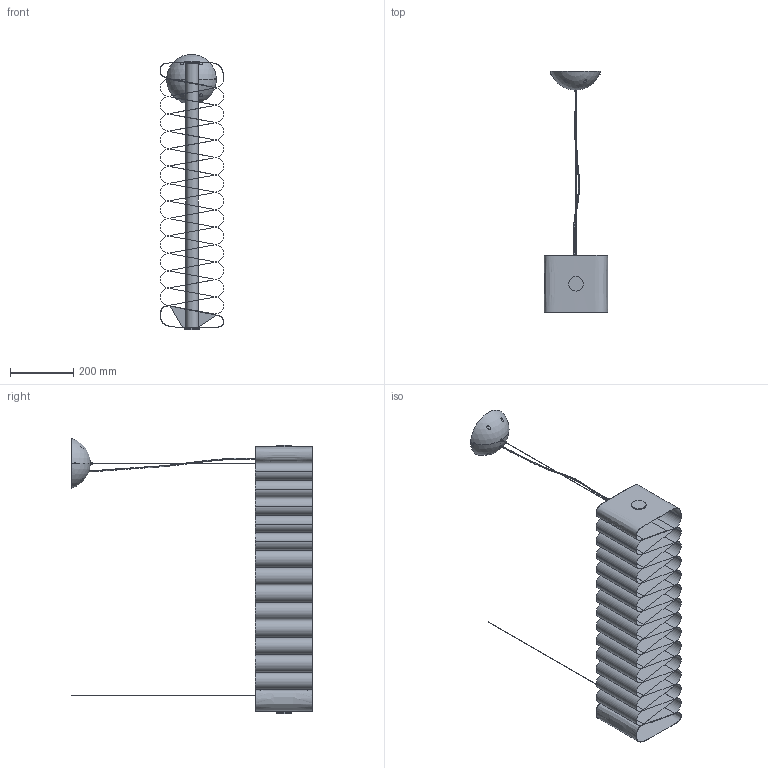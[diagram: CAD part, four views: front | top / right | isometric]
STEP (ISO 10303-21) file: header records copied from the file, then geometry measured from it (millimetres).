
FILE_DESCRIPTION (( 'STEP AP203' ), '1' );
FILE_NAME ('327_STD_S_LD_3D.STEP', '2024-08-02T07:22:43', ( '' ), ( '' ), 'SwSTEP 2.0', 'SolidWorks 2024', '' );
FILE_SCHEMA (( 'CONFIG_CONTROL_DESIGN' ));
Length unit declared in the file: millimetre
Products named in the file (1): 327_STD_S_LD_3D
Bounding box: 200.17 x 759.94 x 868.02 mm (x, y, z)
Surface area: 2782179.6 mm2 (no closed solid volume)
Topology: 0 solids, 18 shells, 672 faces, 1533 edges, 915 vertices
Faces by surface type: plane 367, cylinder 215, cone 36, bspline 28, torus 18, sphere 8
Entity records: 29044 total; most frequent: CARTESIAN_POINT 14125, ORIENTED_EDGE 3054, DIRECTION 3024, EDGE_CURVE 1531, AXIS2_PLACEMENT_3D 1079, VERTEX_POINT 915, VECTOR 866, LINE 866
